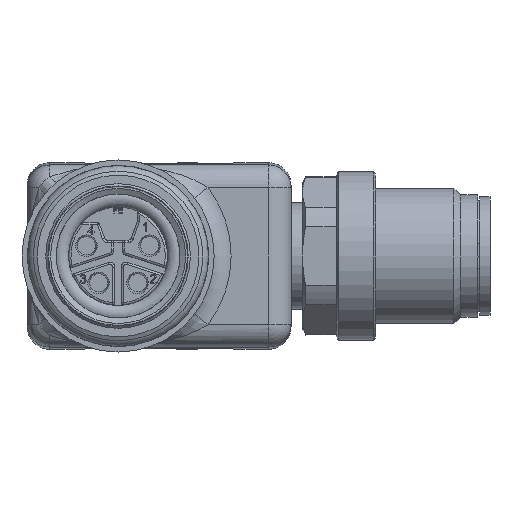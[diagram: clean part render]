
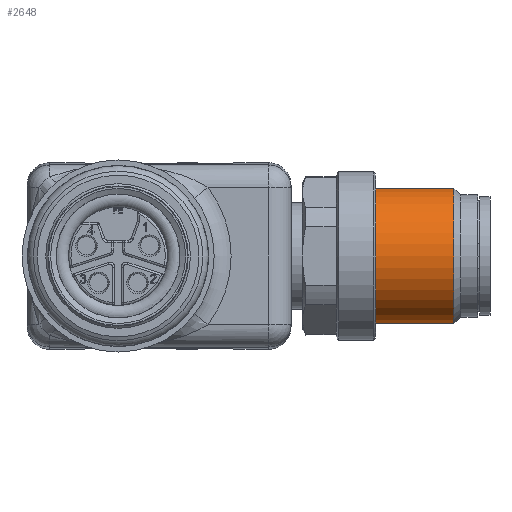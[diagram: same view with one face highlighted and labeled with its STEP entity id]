
A CAD part, front view. The second image highlights one B-rep face of the part: STEP entity #2648.
In plain terms, the highlighted cylindrical face has radius 6 mm (diameter 12 mm), a full revolution.
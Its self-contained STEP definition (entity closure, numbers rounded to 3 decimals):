
#2648=ADVANCED_FACE('',(#3035,#3036),#2878,.T.);
#2878=CYLINDRICAL_SURFACE('',#9319,6.);
#3035=FACE_BOUND('',#3568,.T.);
#3036=FACE_BOUND('',#3569,.T.);
#3568=EDGE_LOOP('',(#5648));
#3569=EDGE_LOOP('',(#5649));
#5648=ORIENTED_EDGE('',*,*,#7896,.F.);
#5649=ORIENTED_EDGE('',*,*,#7895,.T.);
#6767=VERTEX_POINT('',#16753);
#6768=VERTEX_POINT('',#16756);
#7895=EDGE_CURVE('',#6767,#6767,#8500,.T.);
#7896=EDGE_CURVE('',#6768,#6768,#8501,.T.);
#8500=CIRCLE('',#9316,6.);
#8501=CIRCLE('',#9318,6.);
#9316=AXIS2_PLACEMENT_3D('',#16752,#11374,#11375);
#9318=AXIS2_PLACEMENT_3D('',#16755,#11378,#11379);
#9319=AXIS2_PLACEMENT_3D('',#16757,#11380,#11381);
#11374=DIRECTION('',(1.,0.,0.));
#11375=DIRECTION('',(0.,-1.,0.));
#11378=DIRECTION('',(1.,0.,0.));
#11379=DIRECTION('',(0.,-1.,0.));
#11380=DIRECTION('',(1.,0.,0.));
#11381=DIRECTION('',(0.,1.,0.));
#16752=CARTESIAN_POINT('',(22.8,21.789,0.));
#16753=CARTESIAN_POINT('',(22.8,15.789,0.));
#16755=CARTESIAN_POINT('',(29.7,21.789,0.));
#16756=CARTESIAN_POINT('',(29.7,15.789,0.));
#16757=CARTESIAN_POINT('',(31.8,21.789,0.));
